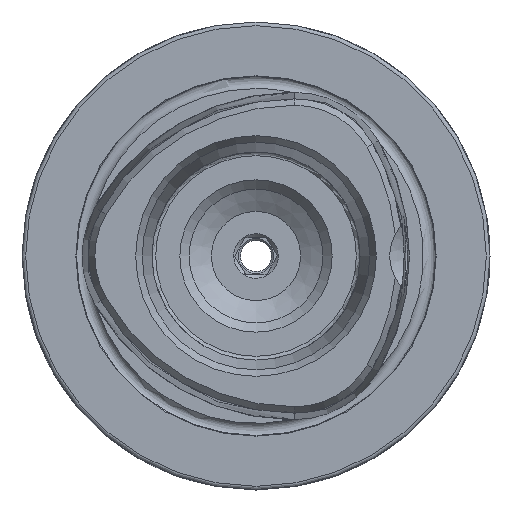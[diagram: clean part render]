
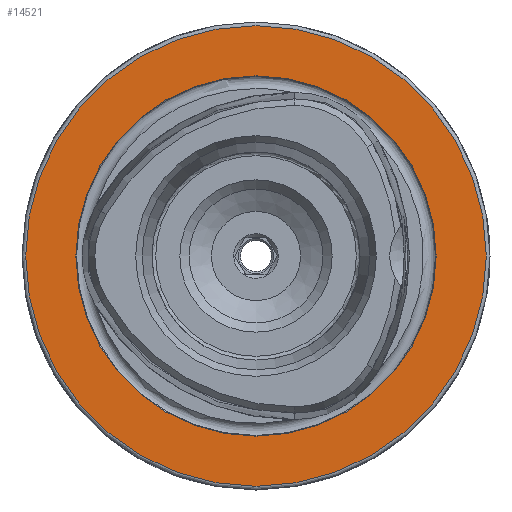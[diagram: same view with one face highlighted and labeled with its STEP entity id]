
A CAD part, left-side view. The second image highlights one B-rep face of the part: STEP entity #14521.
In plain terms, the highlighted planar face has unit normal (-1, 0, 0).
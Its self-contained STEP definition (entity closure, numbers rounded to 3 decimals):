
#298 = DIRECTION ( 'NONE',  ( 1., 0., 0. ) ) ;
#572 = CIRCLE ( 'NONE', #7669, 24.25 ) ;
#609 = EDGE_CURVE ( 'NONE', #3554, #3554, #4200, .T. ) ;
#1683 = AXIS2_PLACEMENT_3D ( 'NONE', #13878, #6575, #15094 ) ;
#2077 = ORIENTED_EDGE ( 'NONE', *, *, #609, .T. ) ;
#3006 = FACE_BOUND ( 'NONE', #3376, .T. ) ;
#3129 = CARTESIAN_POINT ( 'NONE',  ( 0., 0., 24.25 ) ) ;
#3376 = EDGE_LOOP ( 'NONE', ( #14250 ) ) ;
#3554 = VERTEX_POINT ( 'NONE', #7862 ) ;
#3709 = EDGE_CURVE ( 'NONE', #8944, #8944, #572, .T. ) ;
#4200 = CIRCLE ( 'NONE', #1683, 31. ) ;
#4979 = PLANE ( 'NONE',  #7551 ) ;
#6575 = DIRECTION ( 'NONE',  ( -1., 0., 0. ) ) ;
#7113 = DIRECTION ( 'NONE',  ( 0., 0., 1. ) ) ;
#7551 = AXIS2_PLACEMENT_3D ( 'NONE', #14727, #298, #14828 ) ;
#7669 = AXIS2_PLACEMENT_3D ( 'NONE', #13346, #14509, #7113 ) ;
#7862 = CARTESIAN_POINT ( 'NONE',  ( 0., 0., 31. ) ) ;
#8944 = VERTEX_POINT ( 'NONE', #3129 ) ;
#13346 = CARTESIAN_POINT ( 'NONE',  ( 0., 0., 0. ) ) ;
#13878 = CARTESIAN_POINT ( 'NONE',  ( 0., 0., 0. ) ) ;
#14250 = ORIENTED_EDGE ( 'NONE', *, *, #3709, .F. ) ;
#14509 = DIRECTION ( 'NONE',  ( -1., 0., 0. ) ) ;
#14521 = ADVANCED_FACE ( 'NONE', ( #3006, #15792 ), #4979, .F. ) ;
#14727 = CARTESIAN_POINT ( 'NONE',  ( 0., 24.25, 0. ) ) ;
#14828 = DIRECTION ( 'NONE',  ( 0., 0., -1. ) ) ;
#15094 = DIRECTION ( 'NONE',  ( 0., 0., 1. ) ) ;
#15488 = EDGE_LOOP ( 'NONE', ( #2077 ) ) ;
#15792 = FACE_OUTER_BOUND ( 'NONE', #15488, .T. ) ;
